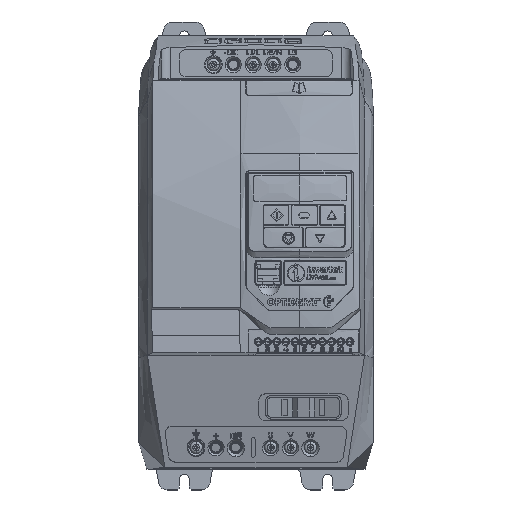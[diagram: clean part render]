
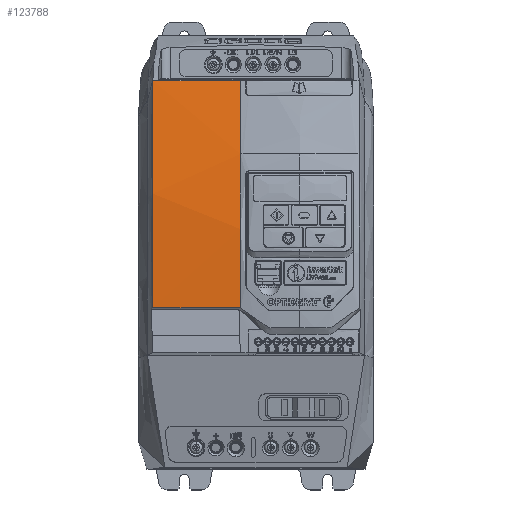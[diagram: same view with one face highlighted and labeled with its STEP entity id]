
A CAD part, top view. The second image highlights one B-rep face of the part: STEP entity #123788.
In plain terms, the highlighted free-form (B-spline) face has degree [3, 1] with [12, 2] control points.
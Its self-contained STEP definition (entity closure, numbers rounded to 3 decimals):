
#3010 = CARTESIAN_POINT ( 'NONE',  ( -57.842, 70.023, 149.207 ) ) ;
#5721 = VECTOR ( 'NONE', #78078, 1000. ) ;
#17079 = CARTESIAN_POINT ( 'NONE',  ( -74.129, 85.802, 150.271 ) ) ;
#20689 = CARTESIAN_POINT ( 'NONE',  ( -90.417, 85.802, 150.271 ) ) ;
#28664 = CARTESIAN_POINT ( 'NONE',  ( -57.842, 212.591, 140.457 ) ) ;
#48029 = CARTESIAN_POINT ( 'NONE',  ( -106.705, 123.388, 151.482 ) ) ;
#48129 = CARTESIAN_POINT ( 'NONE',  ( -57.842, 85.801, 150.27 ) ) ;
#52542 = CARTESIAN_POINT ( 'NONE',  ( -57.842, 60.802, 148.238 ) ) ;
#54348 = CARTESIAN_POINT ( 'NONE',  ( -57.842, 88.677, 150.691 ) ) ;
#56159 = CARTESIAN_POINT ( 'NONE',  ( -106.705, 176.088, 146.352 ) ) ;
#57158 = EDGE_CURVE ( 'NONE', #319907, #135119, #303470, .T. ) ;
#57953 = CARTESIAN_POINT ( 'NONE',  ( -106.705, 88.677, 150.691 ) ) ;
#59764 = CARTESIAN_POINT ( 'NONE',  ( -57.842, 182.125, 145.386 ) ) ;
#71211 = CARTESIAN_POINT ( 'NONE',  ( -57.842, 85.801, 150.27 ) ) ;
#76606 = CARTESIAN_POINT ( 'NONE',  ( -57.842, 171.697, 146.986 ) ) ;
#77063 = EDGE_CURVE ( 'NONE', #123425, #319907, #250002, .T. ) ;
#78078 = DIRECTION ( 'NONE',  ( 1., 0., 0. ) ) ;
#80081 = CARTESIAN_POINT ( 'NONE',  ( -106.705, 169.816, 147.263 ) ) ;
#81660 = CARTESIAN_POINT ( 'NONE',  ( -57.842, 171.697, 146.986 ) ) ;
#87095 = CARTESIAN_POINT ( 'NONE',  ( -57.842, 181.932, 145.422 ) ) ;
#87293 = CARTESIAN_POINT ( 'NONE',  ( -57.842, 205.95, 141.531 ) ) ;
#96496 = EDGE_CURVE ( 'NONE', #135119, #343450, #110029, .T. ) ;
#100496 = CARTESIAN_POINT ( 'NONE',  ( -57.842, 153.353, 149.612 ) ) ;
#100872 = CARTESIAN_POINT ( 'NONE',  ( -57.842, 212.591, 140.457 ) ) ;
#102311 = CARTESIAN_POINT ( 'NONE',  ( -57.842, 95.954, 150.848 ) ) ;
#104793 = CARTESIAN_POINT ( 'NONE',  ( -106.705, 169.816, 147.263 ) ) ;
#106413 = CARTESIAN_POINT ( 'NONE',  ( -57.842, 171.697, 146.986 ) ) ;
#110029 = B_SPLINE_CURVE_WITH_KNOTS ( 'NONE', 3,
 ( #76606, #100496, #320225, #102311, #71211 ),
 .UNSPECIFIED., .F., .F.,
 ( 4, 1, 4 ),
 ( 0., 0.646, 1. ),
 .UNSPECIFIED. ) ;
#114737 = CARTESIAN_POINT ( 'NONE',  ( -106.705, 188.037, 144.429 ) ) ;
#116120 = EDGE_CURVE ( 'NONE', #343450, #340276, #328723, .T. ) ;
#123425 = VERTEX_POINT ( 'NONE', #305321 ) ;
#123788 = ADVANCED_FACE ( 'NONE', ( #191584 ), #145745, .T. ) ;
#135119 = VERTEX_POINT ( 'NONE', #106413 ) ;
#145745 = B_SPLINE_SURFACE_WITH_KNOTS ( 'NONE', 3, 1, ( 
 ( #52542, #222638 ),
 ( #3010, #219072 ),
 ( #54348, #57953 ),
 ( #334459, #358352 ),
 ( #226245, #330865 ),
 ( #332637, #80081 ),
 ( #279532, #56159 ),
 ( #59764, #303389 ),
 ( #336268, #114737 ),
 ( #338057, #193392 ),
 ( #87293, #281337 ),
 ( #28664, #308806 ) ),
 .UNSPECIFIED., .F., .F., .F.,
 ( 4, 1, 1, 1, 1, 1, 1, 1, 1, 4 ),
 ( 2, 2 ),
 ( 0., 0.57, 1.149, 2.132, 2.237, 2.343, 2.521, 2.613, 2.711, 3.124 ),
 ( 0., 1. ),
 .UNSPECIFIED. ) ;
#146622 = CARTESIAN_POINT ( 'NONE',  ( -57.842, 85.801, 150.27 ) ) ;
#156321 = EDGE_LOOP ( 'NONE', ( #266636, #289199, #198142, #191582, #193988 ) ) ;
#159663 = CARTESIAN_POINT ( 'NONE',  ( -106.705, 97.04, 150.882 ) ) ;
#163235 = CARTESIAN_POINT ( 'NONE',  ( -106.705, 182.125, 145.386 ) ) ;
#165772 = CARTESIAN_POINT ( 'NONE',  ( -57.842, 195.558, 143.21 ) ) ;
#185305 = CARTESIAN_POINT ( 'NONE',  ( -106.705, 205.95, 141.531 ) ) ;
#191377 = CARTESIAN_POINT ( 'NONE',  ( -57.842, 175.113, 146.497 ) ) ;
#191582 = ORIENTED_EDGE ( 'NONE', *, *, #96496, .F. ) ;
#191584 = FACE_OUTER_BOUND ( 'NONE', #156321, .T. ) ;
#193392 = CARTESIAN_POINT ( 'NONE',  ( -106.705, 197.73, 142.861 ) ) ;
#193988 = ORIENTED_EDGE ( 'NONE', *, *, #57158, .F. ) ;
#198142 = ORIENTED_EDGE ( 'NONE', *, *, #116120, .F. ) ;
#214573 = CARTESIAN_POINT ( 'NONE',  ( -106.705, 188.037, 144.429 ) ) ;
#216345 = CARTESIAN_POINT ( 'NONE',  ( -106.705, 85.802, 150.271 ) ) ;
#218140 = CARTESIAN_POINT ( 'NONE',  ( -106.705, 212.591, 140.457 ) ) ;
#219072 = CARTESIAN_POINT ( 'NONE',  ( -106.705, 70.023, 149.207 ) ) ;
#219934 = CARTESIAN_POINT ( 'NONE',  ( -106.705, 86.711, 150.322 ) ) ;
#222638 = CARTESIAN_POINT ( 'NONE',  ( -106.705, 60.802, 148.238 ) ) ;
#226245 = CARTESIAN_POINT ( 'NONE',  ( -57.842, 150.533, 149.792 ) ) ;
#250002 = LINE ( 'NONE', #356346, #5721 ) ;
#255757 = CARTESIAN_POINT ( 'NONE',  ( -106.705, 85.802, 150.271 ) ) ;
#266636 = ORIENTED_EDGE ( 'NONE', *, *, #77063, .F. ) ;
#269431 = B_SPLINE_CURVE_WITH_KNOTS ( 'NONE', 3,
 ( #218140, #185305, #302475, #214573, #163235, #326325, #104793, #298868, #48029, #159663, #219934, #216345 ),
 .UNSPECIFIED., .F., .F.,
 ( 4, 1, 1, 1, 1, 1, 1, 1, 1, 4 ),
 ( 0., 0.158, 0.196, 0.231, 0.299, 0.34, 0.38, 0.757, 0.979, 1. ),
 .UNSPECIFIED. ) ;
#279532 = CARTESIAN_POINT ( 'NONE',  ( -57.842, 176.088, 146.352 ) ) ;
#281337 = CARTESIAN_POINT ( 'NONE',  ( -106.705, 205.95, 141.531 ) ) ;
#289199 = ORIENTED_EDGE ( 'NONE', *, *, #349538, .T. ) ;
#298868 = CARTESIAN_POINT ( 'NONE',  ( -106.705, 150.533, 149.792 ) ) ;
#302475 = CARTESIAN_POINT ( 'NONE',  ( -106.705, 197.73, 142.861 ) ) ;
#303389 = CARTESIAN_POINT ( 'NONE',  ( -106.705, 182.125, 145.386 ) ) ;
#303470 = B_SPLINE_CURVE_WITH_KNOTS ( 'NONE', 3,
 ( #306802, #308599, #165772, #87095, #191377, #81660 ),
 .UNSPECIFIED., .F., .F.,
 ( 4, 1, 1, 4 ),
 ( 0., 0.5, 0.75, 1. ),
 .UNSPECIFIED. ) ;
#305321 = CARTESIAN_POINT ( 'NONE',  ( -106.705, 212.591, 140.457 ) ) ;
#306802 = CARTESIAN_POINT ( 'NONE',  ( -57.842, 212.591, 140.457 ) ) ;
#308599 = CARTESIAN_POINT ( 'NONE',  ( -57.842, 205.778, 141.559 ) ) ;
#308806 = CARTESIAN_POINT ( 'NONE',  ( -106.705, 212.591, 140.457 ) ) ;
#319907 = VERTEX_POINT ( 'NONE', #100872 ) ;
#320225 = CARTESIAN_POINT ( 'NONE',  ( -57.842, 124.654, 151.604 ) ) ;
#326325 = CARTESIAN_POINT ( 'NONE',  ( -106.705, 176.088, 146.352 ) ) ;
#328723 = B_SPLINE_CURVE_WITH_KNOTS ( 'NONE', 3,
 ( #48129, #17079, #20689, #352115 ),
 .UNSPECIFIED., .F., .F.,
 ( 4, 4 ),
 ( 0., 1. ),
 .UNSPECIFIED. ) ;
#330865 = CARTESIAN_POINT ( 'NONE',  ( -106.705, 150.533, 149.792 ) ) ;
#332637 = CARTESIAN_POINT ( 'NONE',  ( -57.842, 169.816, 147.263 ) ) ;
#334459 = CARTESIAN_POINT ( 'NONE',  ( -57.842, 123.388, 151.482 ) ) ;
#336268 = CARTESIAN_POINT ( 'NONE',  ( -57.842, 188.037, 144.429 ) ) ;
#338057 = CARTESIAN_POINT ( 'NONE',  ( -57.842, 197.73, 142.861 ) ) ;
#340276 = VERTEX_POINT ( 'NONE', #255757 ) ;
#343450 = VERTEX_POINT ( 'NONE', #146622 ) ;
#349538 = EDGE_CURVE ( 'NONE', #123425, #340276, #269431, .T. ) ;
#352115 = CARTESIAN_POINT ( 'NONE',  ( -106.705, 85.802, 150.271 ) ) ;
#356346 = CARTESIAN_POINT ( 'NONE',  ( -49.152, 212.591, 140.457 ) ) ;
#358352 = CARTESIAN_POINT ( 'NONE',  ( -106.705, 123.388, 151.482 ) ) ;
